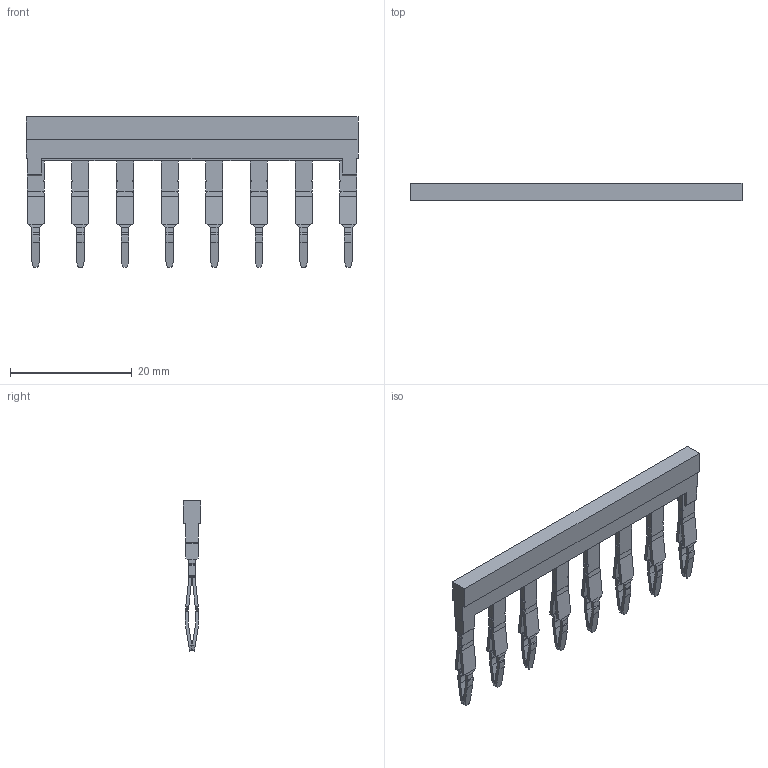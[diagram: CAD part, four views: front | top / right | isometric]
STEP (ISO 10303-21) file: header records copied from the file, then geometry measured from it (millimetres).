
FILE_DESCRIPTION(('CATIA V5 STEP Exchange','CAx-IF Rec.Pracs.--- Model Styling and Organization---1.4--- 2014-01-23'),'2;1');
FILE_NAME ('1175006-3_0_2709780000_2709780000.stp','2020-10-21T08:21:26+00:00',('none'),('Weidmueller'),'CATIA Version 5-6 Release 2016 SP3 HF44','CATIA V5 STEP AP214','none');
FILE_SCHEMA(('AUTOMOTIVE_DESIGN { 1 0 10303 214 1 1 1 1 }'));
Length unit declared in the file: millimetre
Products named in the file (1): 2709780000
Bounding box: 54.65 x 2.8 x 24.72 mm (x, y, z)
Volume: 1342.4 mm3; surface area: 3402.1 mm2
Topology: 2 solids, 2 shells, 848 faces, 2366 edges, 1492 vertices
Faces by surface type: plane 542, cylinder 210, bspline 96
Entity records: 26862 total; most frequent: CARTESIAN_POINT 7739, ORIENTED_EDGE 4732, DIRECTION 2714, EDGE_CURVE 2366, VECTOR 1562, LINE 1562, VERTEX_POINT 1492, EDGE_LOOP 878
